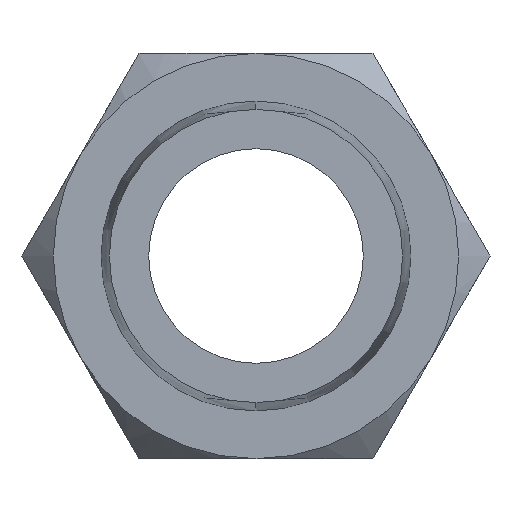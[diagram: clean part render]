
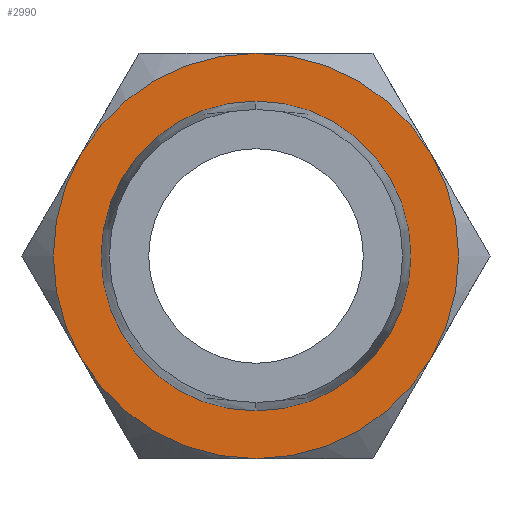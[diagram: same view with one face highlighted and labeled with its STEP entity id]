
A CAD part, left-side view. The second image highlights one B-rep face of the part: STEP entity #2990.
In plain terms, the highlighted planar face has unit normal (-1, 0, 0).
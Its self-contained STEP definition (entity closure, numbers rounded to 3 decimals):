
#54 = CARTESIAN_POINT ( 'NONE',  ( 15., 0., 0. ) ) ;
#142 = CARTESIAN_POINT ( 'NONE',  ( 15., 0., 0. ) ) ;
#214 = CARTESIAN_POINT ( 'NONE',  ( 15., 7.361, 4.25 ) ) ;
#242 = CARTESIAN_POINT ( 'NONE',  ( 15., 0., -8.5 ) ) ;
#307 = CARTESIAN_POINT ( 'NONE',  ( 15., 0., -6.5 ) ) ;
#308 = ORIENTED_EDGE ( 'NONE', *, *, #1692, .F. ) ;
#370 = ORIENTED_EDGE ( 'NONE', *, *, #1220, .T. ) ;
#420 = AXIS2_PLACEMENT_3D ( 'NONE', #1758, #4901, #1780 ) ;
#422 = CIRCLE ( 'NONE', #3979, 8.5 ) ;
#483 = EDGE_CURVE ( 'NONE', #3374, #3221, #4137, .T. ) ;
#523 = CARTESIAN_POINT ( 'NONE',  ( 15., -7.361, -4.25 ) ) ;
#562 = CARTESIAN_POINT ( 'NONE',  ( 15., 0., 8.5 ) ) ;
#663 = DIRECTION ( 'NONE',  ( 1., 0., 0. ) ) ;
#721 = CARTESIAN_POINT ( 'NONE',  ( 15., 0., 6.5 ) ) ;
#792 = VERTEX_POINT ( 'NONE', #523 ) ;
#854 = DIRECTION ( 'NONE',  ( 1., 0., 0. ) ) ;
#911 = CIRCLE ( 'NONE', #3747, 8.5 ) ;
#1015 = CARTESIAN_POINT ( 'NONE',  ( 15., 0., 0. ) ) ;
#1064 = ORIENTED_EDGE ( 'NONE', *, *, #4785, .F. ) ;
#1147 = AXIS2_PLACEMENT_3D ( 'NONE', #1318, #2053, #4026 ) ;
#1220 = EDGE_CURVE ( 'NONE', #3374, #3061, #3254, .T. ) ;
#1230 = CIRCLE ( 'NONE', #4854, 8.5 ) ;
#1310 = DIRECTION ( 'NONE',  ( 0., 0., -1. ) ) ;
#1318 = CARTESIAN_POINT ( 'NONE',  ( 15., 0., 0. ) ) ;
#1428 = EDGE_CURVE ( 'NONE', #1593, #4436, #3415, .T. ) ;
#1564 = DIRECTION ( 'NONE',  ( 1., 0., 0. ) ) ;
#1593 = VERTEX_POINT ( 'NONE', #307 ) ;
#1692 = EDGE_CURVE ( 'NONE', #1988, #3061, #3336, .T. ) ;
#1758 = CARTESIAN_POINT ( 'NONE',  ( 15., 0., 0. ) ) ;
#1780 = DIRECTION ( 'NONE',  ( 0., 0., 1. ) ) ;
#1889 = EDGE_LOOP ( 'NONE', ( #4105, #2971, #4177, #3042, #370, #308 ) ) ;
#1918 = CARTESIAN_POINT ( 'NONE',  ( 15., 0., 0. ) ) ;
#1988 = VERTEX_POINT ( 'NONE', #3768 ) ;
#2003 = CARTESIAN_POINT ( 'NONE',  ( 15., -7.361, 4.25 ) ) ;
#2053 = DIRECTION ( 'NONE',  ( -1., 0., 0. ) ) ;
#2128 = EDGE_CURVE ( 'NONE', #792, #2742, #422, .T. ) ;
#2176 = EDGE_CURVE ( 'NONE', #3221, #792, #1230, .T. ) ;
#2294 = DIRECTION ( 'NONE',  ( 1., 0., 0. ) ) ;
#2313 = DIRECTION ( 'NONE',  ( -1., 0., 0. ) ) ;
#2595 = FACE_OUTER_BOUND ( 'NONE', #1889, .T. ) ;
#2622 = CARTESIAN_POINT ( 'NONE',  ( 15., 0., 0. ) ) ;
#2742 = VERTEX_POINT ( 'NONE', #242 ) ;
#2860 = AXIS2_PLACEMENT_3D ( 'NONE', #2622, #663, #4899 ) ;
#2927 = FACE_BOUND ( 'NONE', #4723, .T. ) ;
#2971 = ORIENTED_EDGE ( 'NONE', *, *, #2128, .F. ) ;
#2990 = ADVANCED_FACE ( 'NONE', ( #2927, #2595 ), #4133, .F. ) ;
#3042 = ORIENTED_EDGE ( 'NONE', *, *, #483, .F. ) ;
#3061 = VERTEX_POINT ( 'NONE', #214 ) ;
#3089 = AXIS2_PLACEMENT_3D ( 'NONE', #54, #2313, #3147 ) ;
#3147 = DIRECTION ( 'NONE',  ( 0., 0., 1. ) ) ;
#3221 = VERTEX_POINT ( 'NONE', #2003 ) ;
#3254 = CIRCLE ( 'NONE', #420, 8.5 ) ;
#3336 = CIRCLE ( 'NONE', #4772, 8.5 ) ;
#3374 = VERTEX_POINT ( 'NONE', #562 ) ;
#3399 = EDGE_CURVE ( 'NONE', #2742, #1988, #911, .T. ) ;
#3415 = CIRCLE ( 'NONE', #3089, 6.5 ) ;
#3477 = CARTESIAN_POINT ( 'NONE',  ( 15., 0., 0. ) ) ;
#3725 = ORIENTED_EDGE ( 'NONE', *, *, #1428, .F. ) ;
#3747 = AXIS2_PLACEMENT_3D ( 'NONE', #1015, #4823, #4406 ) ;
#3768 = CARTESIAN_POINT ( 'NONE',  ( 15., 7.361, -4.25 ) ) ;
#3861 = DIRECTION ( 'NONE',  ( 0., 0., -1. ) ) ;
#3979 = AXIS2_PLACEMENT_3D ( 'NONE', #1918, #1564, #4265 ) ;
#4026 = DIRECTION ( 'NONE',  ( 0., 0., 1. ) ) ;
#4105 = ORIENTED_EDGE ( 'NONE', *, *, #3399, .F. ) ;
#4133 = PLANE ( 'NONE',  #2860 ) ;
#4137 = CIRCLE ( 'NONE', #4605, 8.5 ) ;
#4177 = ORIENTED_EDGE ( 'NONE', *, *, #2176, .F. ) ;
#4246 = CARTESIAN_POINT ( 'NONE',  ( 15., 0., 0. ) ) ;
#4265 = DIRECTION ( 'NONE',  ( 0., 0., -1. ) ) ;
#4406 = DIRECTION ( 'NONE',  ( 0., 0., -1. ) ) ;
#4436 = VERTEX_POINT ( 'NONE', #721 ) ;
#4468 = CIRCLE ( 'NONE', #1147, 6.5 ) ;
#4605 = AXIS2_PLACEMENT_3D ( 'NONE', #3477, #2294, #3861 ) ;
#4620 = DIRECTION ( 'NONE',  ( 0., 0., -1. ) ) ;
#4723 = EDGE_LOOP ( 'NONE', ( #1064, #3725 ) ) ;
#4772 = AXIS2_PLACEMENT_3D ( 'NONE', #4246, #854, #4620 ) ;
#4785 = EDGE_CURVE ( 'NONE', #4436, #1593, #4468, .T. ) ;
#4788 = DIRECTION ( 'NONE',  ( 1., 0., 0. ) ) ;
#4823 = DIRECTION ( 'NONE',  ( 1., 0., 0. ) ) ;
#4854 = AXIS2_PLACEMENT_3D ( 'NONE', #142, #4788, #1310 ) ;
#4899 = DIRECTION ( 'NONE',  ( 0., 0., -1. ) ) ;
#4901 = DIRECTION ( 'NONE',  ( -1., 0., 0. ) ) ;
